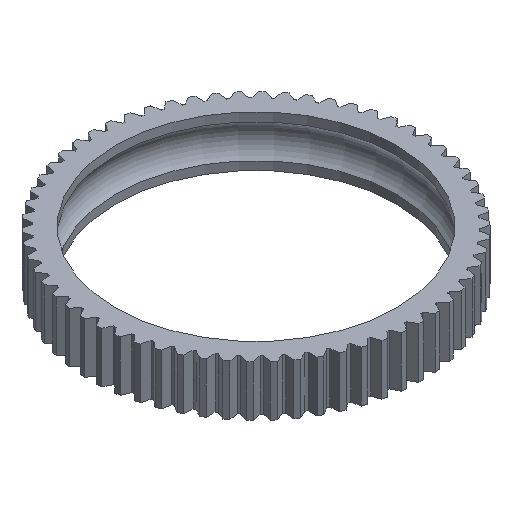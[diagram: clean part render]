
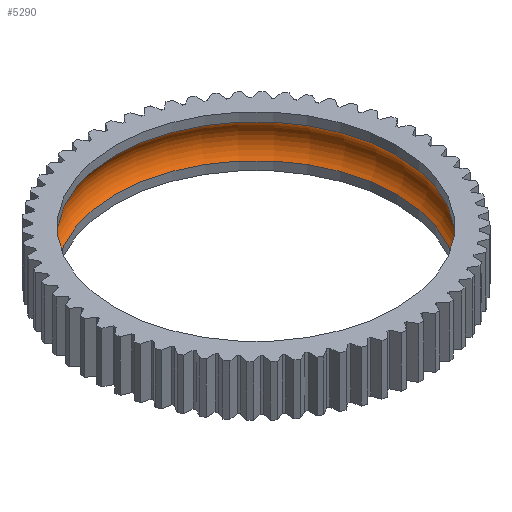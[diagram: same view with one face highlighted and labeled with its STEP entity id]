
A CAD part, isometric view. The second image highlights one B-rep face of the part: STEP entity #5290.
In plain terms, the highlighted toroidal (fillet/blend) face has major radius 12.429 mm and minor radius 2.164 mm.
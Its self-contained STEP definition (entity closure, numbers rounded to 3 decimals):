
#23=CIRCLE('',#5559,13.823);
#24=CIRCLE('',#5560,13.823);
#25=CIRCLE('',#5561,2.164);
#26=CIRCLE('',#5562,13.823);
#27=CIRCLE('',#5563,13.823);
#30=TOROIDAL_SURFACE('',#5558,12.429,2.164);
#279=FACE_OUTER_BOUND('',#532,.T.);
#532=EDGE_LOOP('',(#4278,#4279,#4280,#4281,#4282,#4283));
#2527=VERTEX_POINT('',#8334);
#2528=VERTEX_POINT('',#8335);
#2529=VERTEX_POINT('',#8338);
#2530=VERTEX_POINT('',#8340);
#3277=EDGE_CURVE('',#2527,#2528,#23,.T.);
#3278=EDGE_CURVE('',#2528,#2527,#24,.T.);
#3279=EDGE_CURVE('',#2528,#2529,#25,.T.);
#3280=EDGE_CURVE('',#2530,#2529,#26,.T.);
#3281=EDGE_CURVE('',#2529,#2530,#27,.T.);
#4278=ORIENTED_EDGE('',*,*,#3277,.F.);
#4279=ORIENTED_EDGE('',*,*,#3278,.F.);
#4280=ORIENTED_EDGE('',*,*,#3279,.T.);
#4281=ORIENTED_EDGE('',*,*,#3280,.F.);
#4282=ORIENTED_EDGE('',*,*,#3281,.F.);
#4283=ORIENTED_EDGE('',*,*,#3279,.F.);
#5290=ADVANCED_FACE('',(#279),#30,.F.);
#5558=AXIS2_PLACEMENT_3D('',#8333,#6815,#6816);
#5559=AXIS2_PLACEMENT_3D('',#8336,#6817,#6818);
#5560=AXIS2_PLACEMENT_3D('',#8337,#6819,#6820);
#5561=AXIS2_PLACEMENT_3D('',#8339,#6821,#6822);
#5562=AXIS2_PLACEMENT_3D('',#8341,#6823,#6824);
#5563=AXIS2_PLACEMENT_3D('',#8342,#6825,#6826);
#6815=DIRECTION('center_axis',(0.,0.,1.));
#6816=DIRECTION('ref_axis',(1.,0.,0.));
#6817=DIRECTION('center_axis',(0.,0.,1.));
#6818=DIRECTION('ref_axis',(-1.,0.,0.));
#6819=DIRECTION('center_axis',(0.,0.,1.));
#6820=DIRECTION('ref_axis',(-1.,0.,0.));
#6821=DIRECTION('center_axis',(0.,1.,0.));
#6822=DIRECTION('ref_axis',(-1.,0.,0.));
#6823=DIRECTION('center_axis',(0.,0.,-1.));
#6824=DIRECTION('ref_axis',(-1.,0.,0.));
#6825=DIRECTION('center_axis',(0.,0.,-1.));
#6826=DIRECTION('ref_axis',(-1.,0.,0.));
#8333=CARTESIAN_POINT('Origin',(16.148,16.16,7.5));
#8334=CARTESIAN_POINT('',(29.97,16.16,5.844));
#8335=CARTESIAN_POINT('',(2.325,16.16,5.844));
#8336=CARTESIAN_POINT('Origin',(16.148,16.16,5.844));
#8337=CARTESIAN_POINT('Origin',(16.148,16.16,5.844));
#8338=CARTESIAN_POINT('',(2.325,16.16,9.156));
#8339=CARTESIAN_POINT('Origin',(3.719,16.16,7.5));
#8340=CARTESIAN_POINT('',(29.97,16.16,9.156));
#8341=CARTESIAN_POINT('Origin',(16.148,16.16,9.156));
#8342=CARTESIAN_POINT('Origin',(16.148,16.16,9.156));
